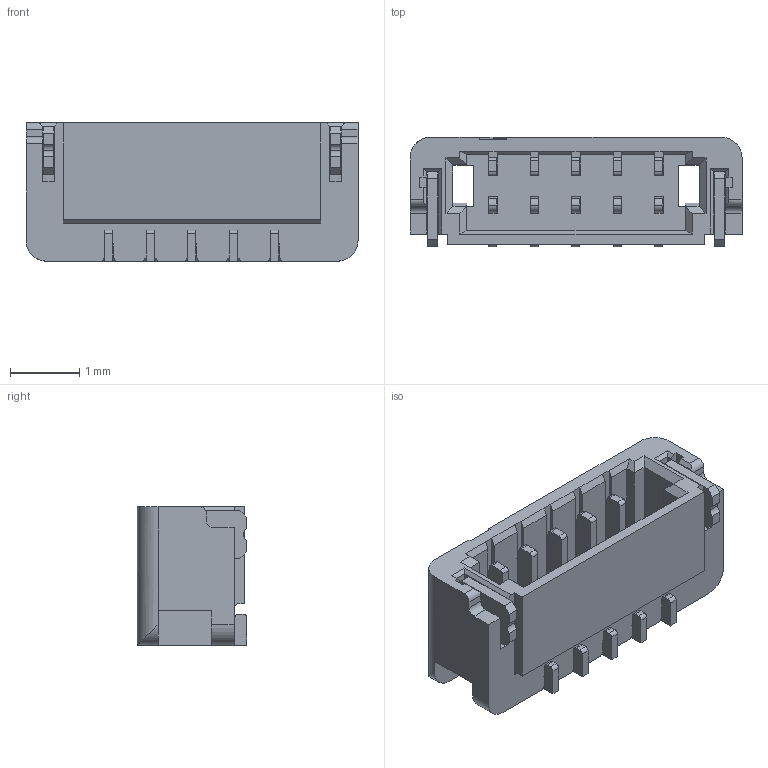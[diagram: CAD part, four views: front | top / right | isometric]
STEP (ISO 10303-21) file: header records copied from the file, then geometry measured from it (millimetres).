
FILE_DESCRIPTION(('CoCreate Modeling STEP Export'),'2;1');
FILE_NAME('WB0612H-05.stp','2021-09-09T13:40:52',(''),(''),'CoCreate Modeling STEP processor for AP214 (Solid Model)','CoCreate Modeling 16.00 13-May-2008 (C) Parametric Technology GmbH','');
FILE_SCHEMA(('AUTOMOTIVE_DESIGN { 1 0 10303 214 1 1 1 1 }'));
Length unit declared in the file: millimetre
Products named in the file (3): WB0612H-05XXX; WB0612-05; WB0612H-05XXX.
Assembly tree (2 placements, depth 2):
  WB0612H-05XXX.
    WB0612-05
    WB0612H-05XXX
Bounding box: 4.8 x 1.58 x 2 mm (x, y, z)
Volume: 8.6 mm3; surface area: 71 mm2
Topology: 1 solids, 1 shells, 427 faces, 1438 edges, 1187 vertices
Faces by surface type: plane 342, cylinder 85
Entity records: 17146 total; most frequent: CARTESIAN_POINT 3248, ORIENTED_EDGE 2480, DIRECTION 2274, EDGE_CURVE 1240, VECTOR 1016, LINE 1016, VERTEX_POINT 791, AXIS2_PLACEMENT_3D 629
